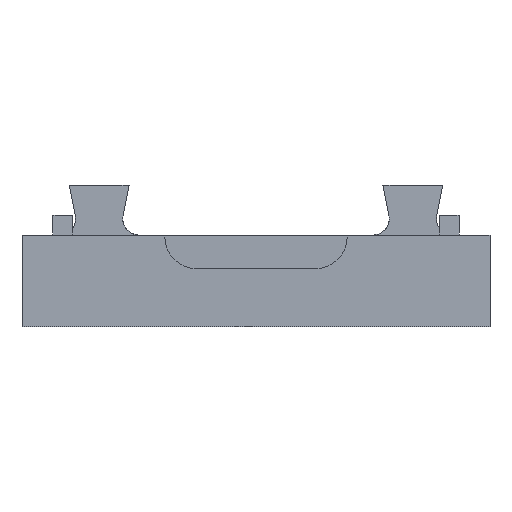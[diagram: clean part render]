
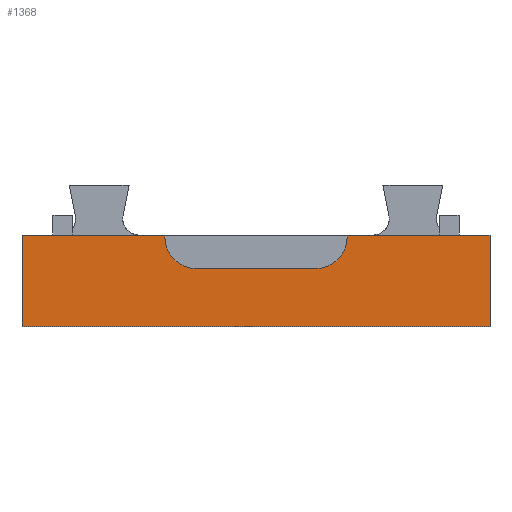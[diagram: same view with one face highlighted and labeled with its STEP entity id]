
A CAD part, front view. The second image highlights one B-rep face of the part: STEP entity #1368.
In plain terms, the highlighted planar face has unit normal (0, -1, 0).
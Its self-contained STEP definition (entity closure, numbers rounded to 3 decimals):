
#31=CIRCLE('',#1481,1.58);
#32=CIRCLE('',#1482,1.58);
#166=FACE_OUTER_BOUND('',#266,.T.);
#266=EDGE_LOOP('',(#1063,#1064,#1065,#1066,#1067,#1068,#1069,#1070,#1071,
#1072));
#358=LINE('',#1961,#472);
#380=LINE('',#2255,#494);
#389=LINE('',#2272,#503);
#392=LINE('',#2278,#506);
#427=LINE('',#2579,#541);
#428=LINE('',#2582,#542);
#429=LINE('',#2586,#543);
#430=LINE('',#2589,#544);
#472=VECTOR('',#1574,10.);
#494=VECTOR('',#1600,10.);
#503=VECTOR('',#1611,10.);
#506=VECTOR('',#1616,10.);
#541=VECTOR('',#1735,10.);
#542=VECTOR('',#1738,10.);
#543=VECTOR('',#1741,10.);
#544=VECTOR('',#1744,10.);
#586=VERTEX_POINT('',#1958);
#587=VERTEX_POINT('',#1960);
#616=VERTEX_POINT('',#2252);
#617=VERTEX_POINT('',#2254);
#623=VERTEX_POINT('',#2268);
#626=VERTEX_POINT('',#2276);
#663=VERTEX_POINT('',#2581);
#664=VERTEX_POINT('',#2583);
#665=VERTEX_POINT('',#2585);
#666=VERTEX_POINT('',#2587);
#712=EDGE_CURVE('',#587,#586,#358,.T.);
#746=EDGE_CURVE('',#617,#616,#380,.T.);
#755=EDGE_CURVE('',#617,#623,#389,.T.);
#758=EDGE_CURVE('',#626,#586,#392,.T.);
#819=EDGE_CURVE('',#626,#623,#427,.T.);
#820=EDGE_CURVE('',#663,#616,#428,.T.);
#821=EDGE_CURVE('',#664,#663,#31,.T.);
#822=EDGE_CURVE('',#665,#664,#429,.T.);
#823=EDGE_CURVE('',#666,#665,#32,.T.);
#824=EDGE_CURVE('',#587,#666,#430,.T.);
#1063=ORIENTED_EDGE('',*,*,#746,.T.);
#1064=ORIENTED_EDGE('',*,*,#820,.F.);
#1065=ORIENTED_EDGE('',*,*,#821,.F.);
#1066=ORIENTED_EDGE('',*,*,#822,.F.);
#1067=ORIENTED_EDGE('',*,*,#823,.F.);
#1068=ORIENTED_EDGE('',*,*,#824,.F.);
#1069=ORIENTED_EDGE('',*,*,#712,.T.);
#1070=ORIENTED_EDGE('',*,*,#758,.F.);
#1071=ORIENTED_EDGE('',*,*,#819,.T.);
#1072=ORIENTED_EDGE('',*,*,#755,.F.);
#1296=PLANE('',#1480);
#1368=ADVANCED_FACE('',(#166),#1296,.T.);
#1480=AXIS2_PLACEMENT_3D('',#2580,#1736,#1737);
#1481=AXIS2_PLACEMENT_3D('',#2584,#1739,#1740);
#1482=AXIS2_PLACEMENT_3D('',#2588,#1742,#1743);
#1574=DIRECTION('',(-1.,0.,0.));
#1600=DIRECTION('',(-1.,0.,0.));
#1611=DIRECTION('',(0.,0.,-1.));
#1616=DIRECTION('',(0.,0.,1.));
#1735=DIRECTION('',(1.,0.,0.));
#1736=DIRECTION('center_axis',(0.,-1.,0.));
#1737=DIRECTION('ref_axis',(1.,0.,0.));
#1738=DIRECTION('',(0.,0.,1.));
#1739=DIRECTION('center_axis',(0.,-1.,0.));
#1740=DIRECTION('ref_axis',(0.,0.,
-1.));
#1741=DIRECTION('',(1.,0.,0.));
#1742=DIRECTION('center_axis',(0.,-1.,0.));
#1743=DIRECTION('ref_axis',(-1.,0.,0.));
#1744=DIRECTION('',(0.,0.,-1.));
#1958=CARTESIAN_POINT('',(-11.753,-12.65,2.5));
#1960=CARTESIAN_POINT('',(-4.58,-12.65,2.5));
#1961=CARTESIAN_POINT('',(-10.,-12.65,2.5));
#2252=CARTESIAN_POINT('',(4.58,-12.65,2.5));
#2254=CARTESIAN_POINT('',(11.753,-12.65,2.5));
#2255=CARTESIAN_POINT('',(11.5,-12.65,2.5));
#2268=CARTESIAN_POINT('',(11.753,-12.65,-2.1));
#2272=CARTESIAN_POINT('',(11.753,-12.65,-0.1));
#2276=CARTESIAN_POINT('',(-11.753,-12.65,-2.1));
#2278=CARTESIAN_POINT('',(-11.753,-12.65,-0.1));
#2579=CARTESIAN_POINT('',(10.,-12.65,-2.1));
#2580=CARTESIAN_POINT('Origin',(0.,-12.65,1.2));
#2581=CARTESIAN_POINT('',(4.58,-12.65,2.4));
#2582=CARTESIAN_POINT('',(4.58,-12.65,2.4));
#2583=CARTESIAN_POINT('',(3.,-12.65,0.82));
#2584=CARTESIAN_POINT('Origin',(3.,-12.65,2.4));
#2585=CARTESIAN_POINT('',(-3.,-12.65,0.82));
#2586=CARTESIAN_POINT('',(-3.,-12.65,0.82));
#2587=CARTESIAN_POINT('',(-4.58,-12.65,2.4));
#2588=CARTESIAN_POINT('Origin',(-3.,-12.65,2.4));
#2589=CARTESIAN_POINT('',(-4.58,-12.65,2.6));
